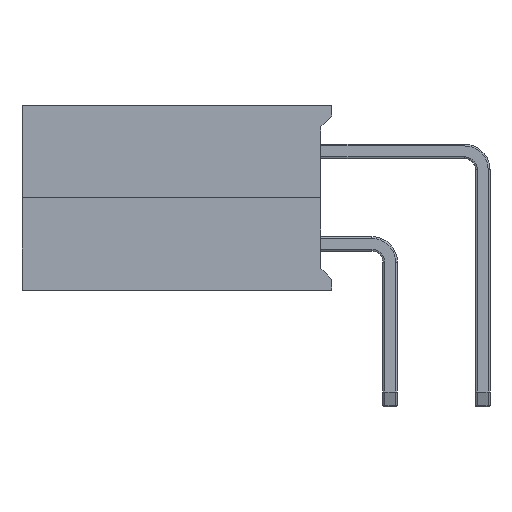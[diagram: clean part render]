
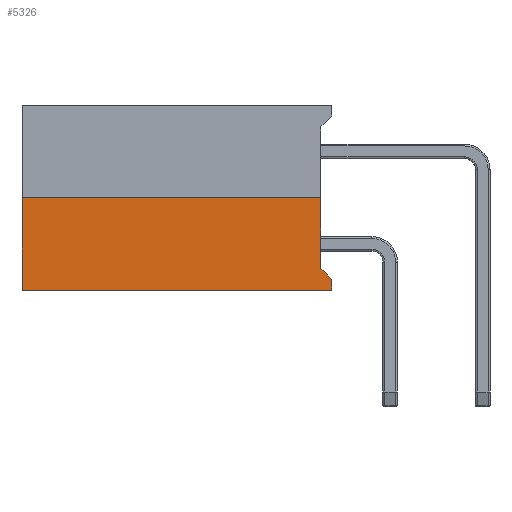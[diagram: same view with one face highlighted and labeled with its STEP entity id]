
A CAD part, left-side view. The second image highlights one B-rep face of the part: STEP entity #5326.
In plain terms, the highlighted planar face has unit normal (-1, 0, 0).
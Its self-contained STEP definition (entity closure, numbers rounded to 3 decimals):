
#291=PLANE('',#5905);
#542=FACE_OUTER_BOUND('',#869,.T.);
#869=EDGE_LOOP('',(#4047,#4048,#4049,#4050,#4051,#4052));
#1231=LINE('',#8905,#1615);
#1235=LINE('',#8912,#1619);
#1246=LINE('',#8936,#1630);
#1249=LINE('',#8942,#1633);
#1250=LINE('',#8944,#1634);
#1251=LINE('',#8945,#1635);
#1615=VECTOR('',#7154,10.);
#1619=VECTOR('',#7160,10.);
#1630=VECTOR('',#7183,10.);
#1633=VECTOR('',#7188,10.);
#1634=VECTOR('',#7189,10.);
#1635=VECTOR('',#7190,10.);
#2319=VERTEX_POINT('',#8902);
#2320=VERTEX_POINT('',#8904);
#2322=VERTEX_POINT('',#8910);
#2329=VERTEX_POINT('',#8935);
#2331=VERTEX_POINT('',#8941);
#2332=VERTEX_POINT('',#8943);
#2903=EDGE_CURVE('',#2319,#2320,#1231,.T.);
#2907=EDGE_CURVE('',#2319,#2322,#1235,.T.);
#2920=EDGE_CURVE('',#2329,#2320,#1246,.T.);
#2923=EDGE_CURVE('',#2322,#2331,#1249,.T.);
#2924=EDGE_CURVE('',#2332,#2331,#1250,.T.);
#2925=EDGE_CURVE('',#2329,#2332,#1251,.T.);
#4047=ORIENTED_EDGE('',*,*,#2907,.T.);
#4048=ORIENTED_EDGE('',*,*,#2923,.T.);
#4049=ORIENTED_EDGE('',*,*,#2924,.F.);
#4050=ORIENTED_EDGE('',*,*,#2925,.F.);
#4051=ORIENTED_EDGE('',*,*,#2920,.T.);
#4052=ORIENTED_EDGE('',*,*,#2903,.F.);
#5326=ADVANCED_FACE('',(#542),#291,.T.);
#5905=AXIS2_PLACEMENT_3D('',#8940,#7186,#7187);
#7154=DIRECTION('',(0.,-0.707,-0.707));
#7160=DIRECTION('',(0.,0.,1.));
#7183=DIRECTION('',(0.,0.,1.));
#7186=DIRECTION('center_axis',(-1.,0.,0.));
#7187=DIRECTION('ref_axis',(0.,0.,
1.));
#7188=DIRECTION('',(0.,1.,0.));
#7189=DIRECTION('',(0.,0.,1.));
#7190=DIRECTION('',(0.,1.,0.));
#8902=CARTESIAN_POINT('',(-1.27,1.9,0.6));
#8904=CARTESIAN_POINT('',(-1.27,1.6,0.3));
#8905=CARTESIAN_POINT('',(-1.27,1.6,0.3));
#8910=CARTESIAN_POINT('',(-1.27,1.9,2.54));
#8912=CARTESIAN_POINT('',(-1.27,1.9,0.635));
#8935=CARTESIAN_POINT('',(-1.27,1.6,0.));
#8936=CARTESIAN_POINT('',(-1.27,1.6,0.));
#8940=CARTESIAN_POINT('Origin',(-1.27,1.6,0.));
#8941=CARTESIAN_POINT('',(-1.27,10.1,2.54));
#8942=CARTESIAN_POINT('',(-1.27,1.6,2.54));
#8943=CARTESIAN_POINT('',(-1.27,10.1,0.));
#8944=CARTESIAN_POINT('',(-1.27,10.1,0.));
#8945=CARTESIAN_POINT('',(-1.27,1.6,0.));
